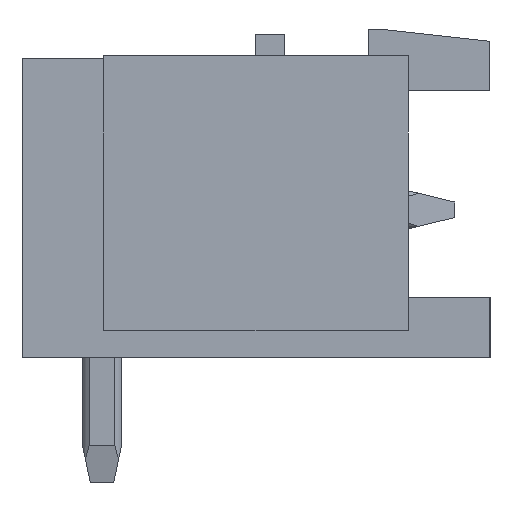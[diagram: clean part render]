
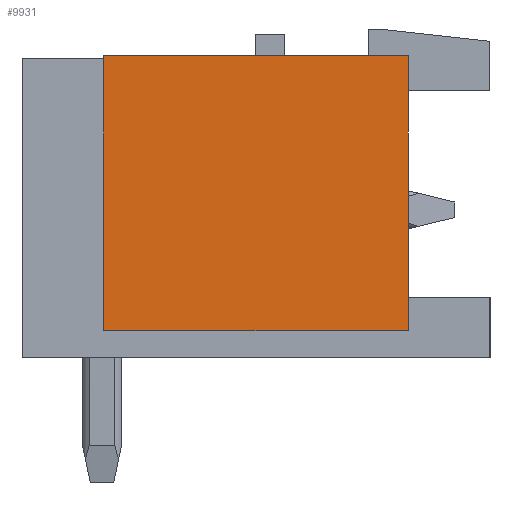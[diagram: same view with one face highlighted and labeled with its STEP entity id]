
A CAD part, left-side view. The second image highlights one B-rep face of the part: STEP entity #9931.
In plain terms, the highlighted planar face has unit normal (-1, 0, 0).
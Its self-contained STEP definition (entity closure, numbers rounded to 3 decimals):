
#9895=AXIS2_PLACEMENT_3D('Plane Axis2P3D',#9892,#9893,#9894) ;
#9892=CARTESIAN_POINT('Axis2P3D Location',(0.,2.1,0.)) ;
#9897=CARTESIAN_POINT('Line Origine',(0.,9.9,7.425)) ;
#9901=CARTESIAN_POINT('Vertex',(0.,9.9,3.9)) ;
#9903=CARTESIAN_POINT('Vertex',(0.,9.9,10.95)) ;
#9906=CARTESIAN_POINT('Line Origine',(0.,6.,3.9)) ;
#9910=CARTESIAN_POINT('Vertex',(0.,2.1,3.9)) ;
#9913=CARTESIAN_POINT('Line Origine',(0.,2.1,7.425)) ;
#9917=CARTESIAN_POINT('Vertex',(0.,2.1,10.95)) ;
#9920=CARTESIAN_POINT('Line Origine',(0.,6.,10.95)) ;
#9893=DIRECTION('Axis2P3D Direction',(1.,0.,0.)) ;
#9894=DIRECTION('Axis2P3D XDirection',(0.,1.,0.)) ;
#9898=DIRECTION('Vector Direction',(0.,0.,1.)) ;
#9907=DIRECTION('Vector Direction',(0.,1.,0.)) ;
#9914=DIRECTION('Vector Direction',(0.,0.,1.)) ;
#9921=DIRECTION('Vector Direction',(0.,1.,0.)) ;
#9899=VECTOR('Line Direction',#9898,1.) ;
#9908=VECTOR('Line Direction',#9907,1.) ;
#9915=VECTOR('Line Direction',#9914,1.) ;
#9922=VECTOR('Line Direction',#9921,1.) ;
#9926=ORIENTED_EDGE('',*,*,#9905,.F.) ;
#9927=ORIENTED_EDGE('',*,*,#9912,.T.) ;
#9928=ORIENTED_EDGE('',*,*,#9919,.T.) ;
#9929=ORIENTED_EDGE('',*,*,#9924,.F.) ;
#9931=ADVANCED_FACE('Housing',(#9930),#9896,.F.) ;
#9905=EDGE_CURVE('',#9902,#9904,#9900,.T.) ;
#9912=EDGE_CURVE('',#9902,#9911,#9909,.F.) ;
#9919=EDGE_CURVE('',#9911,#9918,#9916,.T.) ;
#9924=EDGE_CURVE('',#9904,#9918,#9923,.F.) ;
#9925=EDGE_LOOP('',(#9926,#9927,#9928,#9929)) ;
#9930=FACE_OUTER_BOUND('',#9925,.T.) ;
#9900=LINE('Line',#9897,#9899) ;
#9909=LINE('Line',#9906,#9908) ;
#9916=LINE('Line',#9913,#9915) ;
#9923=LINE('Line',#9920,#9922) ;
#9896=PLANE('',#9895) ;
#9902=VERTEX_POINT('',#9901) ;
#9904=VERTEX_POINT('',#9903) ;
#9911=VERTEX_POINT('',#9910) ;
#9918=VERTEX_POINT('',#9917) ;
